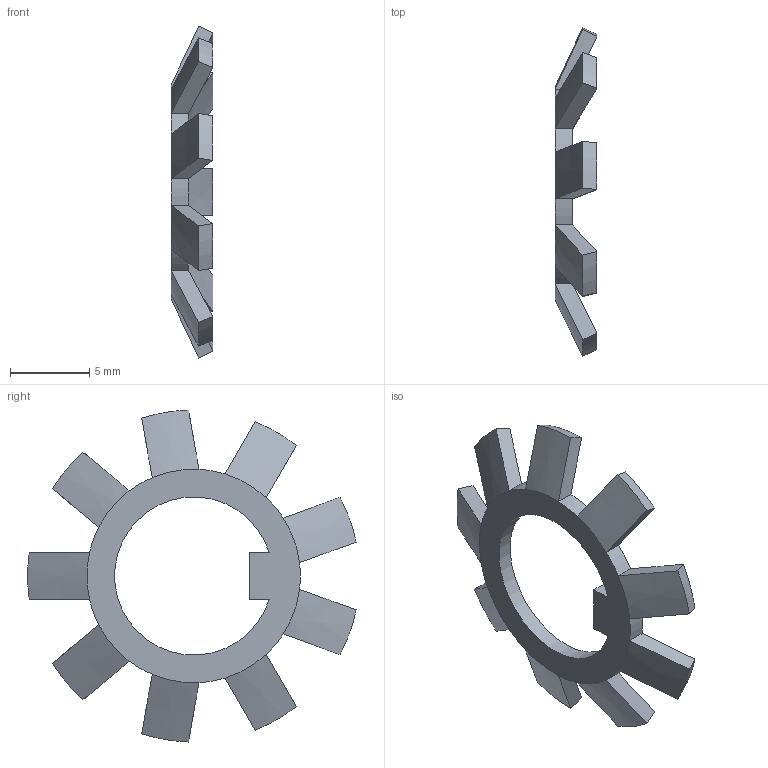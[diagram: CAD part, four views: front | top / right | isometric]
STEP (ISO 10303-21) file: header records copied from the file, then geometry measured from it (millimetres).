
FILE_DESCRIPTION(/* description */ ('STEP AP214'),/* implementation_level */ '2;1');
FILE_NAME(/* name */ '65399530-MB 0',/* time_stamp */ '2024-03-10T16:14:18+01:00',/* author */ ('License CC BY-ND 4.0'),/* organization */ ('CADENAS'),/* preprocessor_version */ 'ST-DEVELOPER v19.3',/* originating_system */ 'PARTsolutions',/* authorisation */ ' ');
FILE_SCHEMA (('AUTOMOTIVE_DESIGN {1 0 10303 214 3 1 1}'));
Length unit declared in the file: millimetre
Products named in the file (1): 65399530-MB 0
Bounding box: 2.65 x 20.77 x 20.99 mm (x, y, z)
Volume: 175.4 mm3; surface area: 499.9 mm2
Topology: 1 solids, 1 shells, 52 faces, 132 edges, 82 vertices
Faces by surface type: plane 23, cone 19, cylinder 10
Entity records: 1634 total; most frequent: CARTESIAN_POINT 426, ORIENTED_EDGE 260, DIRECTION 230, EDGE_CURVE 130, AXIS2_PLACEMENT_3D 101, VERTEX_POINT 81, EDGE_LOOP 55, FACE_BOUND 55
